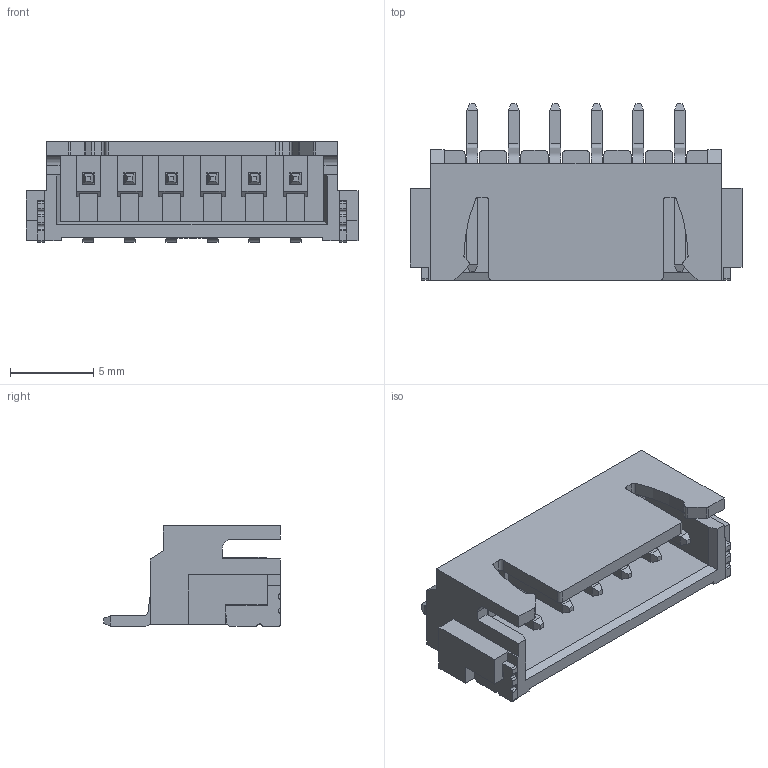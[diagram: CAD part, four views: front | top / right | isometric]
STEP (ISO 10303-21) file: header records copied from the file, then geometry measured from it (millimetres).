
FILE_DESCRIPTION(('FreeCAD Model'),'2;1');
FILE_NAME('Open CASCADE Shape Model','2023-02-19T15:33:11',(''),(''), 'Open CASCADE STEP processor 7.6','FreeCAD','Unknown');
FILE_SCHEMA(('AUTOMOTIVE_DESIGN { 1 0 10303 214 1 1 1 1 }'));
Length unit declared in the file: millimetre
Products named in the file (11): FPC1; CONN-SMD_6P-P2.50_DEALON_XH-6PWB; SOLID; SOLID001; SOLID002; SOLID003; SOLID004; SOLID005; SOLID006; SOLID007; SOLID008
Assembly tree (10 placements, depth 3):
  FPC1
    CONN-SMD_6P-P2.50_DEALON_XH-6PWB
      SOLID
      SOLID001
      SOLID002
      SOLID003
      SOLID004
      SOLID005
      SOLID006
      SOLID007
      SOLID008
Bounding box: 20 x 10.65 x 6.05 mm (x, y, z)
Volume: 347 mm3; surface area: 1191.9 mm2
Topology: 9 solids, 9 shells, 529 faces, 1438 edges, 934 vertices
Faces by surface type: plane 447, cylinder 82
Entity records: 37988 total; most frequent: CARTESIAN_POINT 6304, DIRECTION 5472, LINE 3986, VECTOR 3986, ORIENTED_EDGE 2876, PCURVE 2876, DEFINITIONAL_REPRESENTATION 2876, EDGE_CURVE 1438
